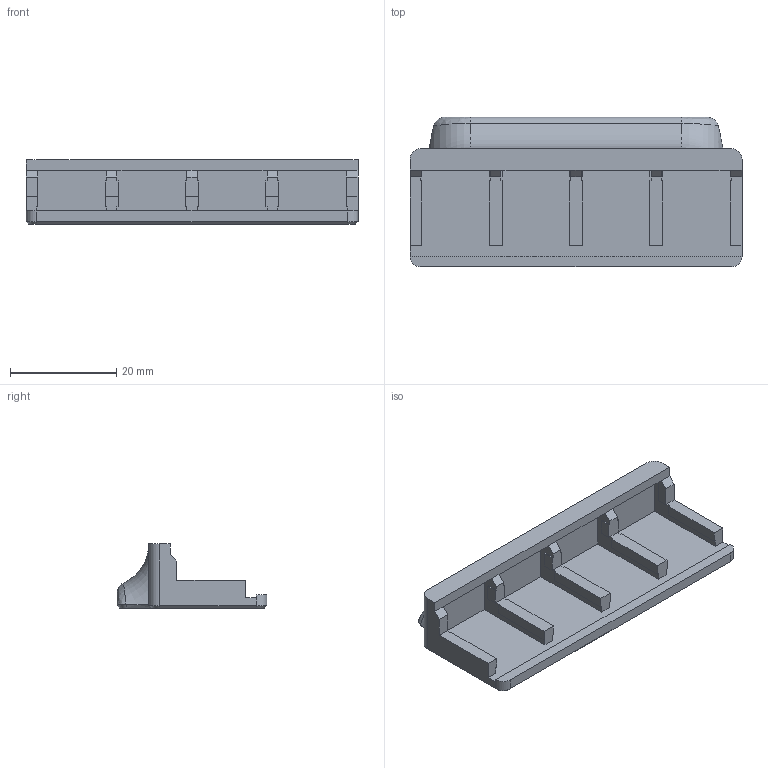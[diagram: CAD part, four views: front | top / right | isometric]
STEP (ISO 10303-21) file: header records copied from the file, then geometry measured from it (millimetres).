
FILE_DESCRIPTION(/* description */ ('STEP AP242','CAx-IF Rec.Pracs.---Representation and Presentation of Product Manufacturing Information (PMI)---4.0---2014-10-13','CAx-IF Rec.Pracs.---3D Tessellated Geometry---0.4---2014-09-14','2;1'),/* implementation_level */ '2;1');
FILE_NAME(/* name */ '63931be397806e522889aacc',/* time_stamp */ '2022-12-09T11:28:36+00:00',/* author */ (''),/* organization */ (''),/* preprocessor_version */ 'ST-DEVELOPER v18.102',/* originating_system */ ' ',/* authorisation */ ' ');
FILE_SCHEMA (('AP242_MANAGED_MODEL_BASED_3D_ENGINEERING_MIM_LF { 1 0 10303 442 1 1 4 }'));
Length unit declared in the file: metre
Products named in the file (1): WAGO_221-412_mount-3x2_v1 (2) (1) (1)
Bounding box: 62.6 x 28.25 x 12.15 mm (x, y, z)
Volume: 6829.3 mm3; surface area: 5986 mm2
Topology: 1 solids, 1 shells, 132 faces, 352 edges, 224 vertices
Faces by surface type: plane 110, cylinder 8, bspline 6, cone 6, torus 2
Full cylindrical faces by diameter (mm): 4.7 x2
Entity records: 4093 total; most frequent: CARTESIAN_POINT 876, ORIENTED_EDGE 692, DIRECTION 598, EDGE_CURVE 346, LINE 300, VECTOR 300, VERTEX_POINT 222, AXIS2_PLACEMENT_3D 149
